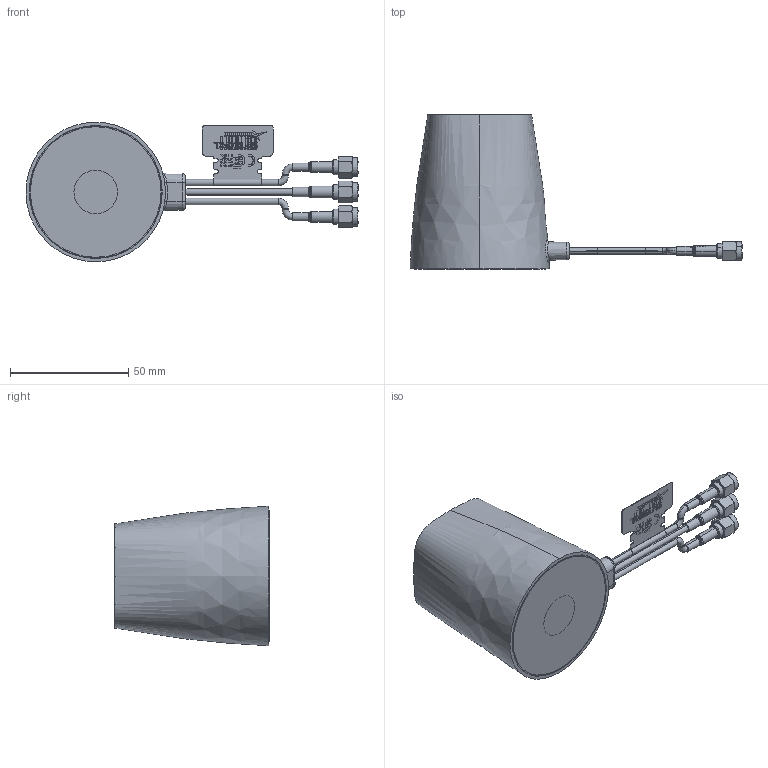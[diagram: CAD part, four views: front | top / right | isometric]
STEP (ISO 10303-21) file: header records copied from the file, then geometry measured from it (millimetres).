
FILE_DESCRIPTION (( 'STEP AP214' ), '1' );
FILE_NAME ('MA343.A.LBI.001_Web .STEP', '2024-09-25T05:55:22', ( '' ), ( '' ), 'SwSTEP 2.0', 'SolidWorks 2022', '' );
FILE_SCHEMA (( 'AUTOMOTIVE_DESIGN' ));
Length unit declared in the file: millimetre
Products named in the file (1): MA343.A.LBI.001_Web 
Bounding box: 140.29 x 65.1 x 58.92 mm (x, y, z)
Surface area: 24222.3 mm2 (no closed solid volume)
Topology: 0 solids, 66 shells, 444 faces, 2503 edges, 2127 vertices
Faces by surface type: plane 168, cylinder 151, torus 70, cone 36, bspline 19
Entity records: 36256 total; most frequent: CARTESIAN_POINT 13058, DIRECTION 3456, ORIENTED_EDGE 3237, EDGE_CURVE 2503, VERTEX_POINT 2127, VECTOR 1706, LINE 1706, AXIS2_PLACEMENT_3D 875
